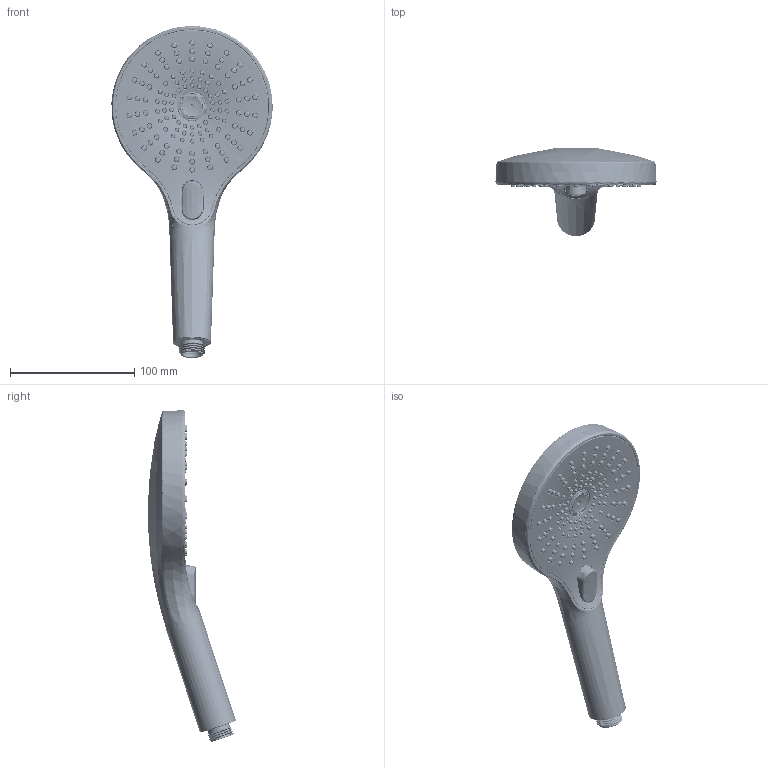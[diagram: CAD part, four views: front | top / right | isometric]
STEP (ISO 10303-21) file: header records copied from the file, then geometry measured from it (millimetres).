
FILE_DESCRIPTION((''),'2;1');
FILE_NAME('AR6H301_ASM_1_ASM','2023-06-30T09:15:35',('Administrator'),(''),'CREO PARAMETRIC BY PTC INC, 2021023','CREO PARAMETRIC BY PTC INC, 2021023','');
FILE_SCHEMA(('CONFIG_CONTROL_DESIGN'));
Products named in the file (8): PAE5086_5; PJE5090_1; PQL5092_5; ZUJIAN_ASM_1_ASM; PQE5247_4; PQE5246_1; PBE5081_5; AR6H301_ASM_1_ASM
Assembly tree (7 placements, depth 3):
  AR6H301_ASM_1_ASM
    PAE5086_5
    PJE5090_1
    ZUJIAN_ASM_1_ASM
      PQL5092_5
    PQE5247_4
    PQE5246_1
    PBE5081_5
Bounding box: 129.86 x 70.88 x 267.54 mm (x, y, z)
Volume: 163967.7 mm3; surface area: 152198 mm2
Topology: 6 solids, 6 shells, 5633 faces, 14898 edges, 9347 vertices
Faces by surface type: bspline 2277, cone 1097, plane 889, torus 660, cylinder 588, sphere 89, extrusion 25, revolution 8
Entity records: 404800 total; most frequent: CARTESIAN_POINT 282759, ORIENTED_EDGE 29636, DIRECTION 19558, EDGE_CURVE 14818, VERTEX_POINT 9347, AXIS2_PLACEMENT_3D 8066, B_SPLINE_CURVE_WITH_KNOTS 6731, EDGE_LOOP 6327
